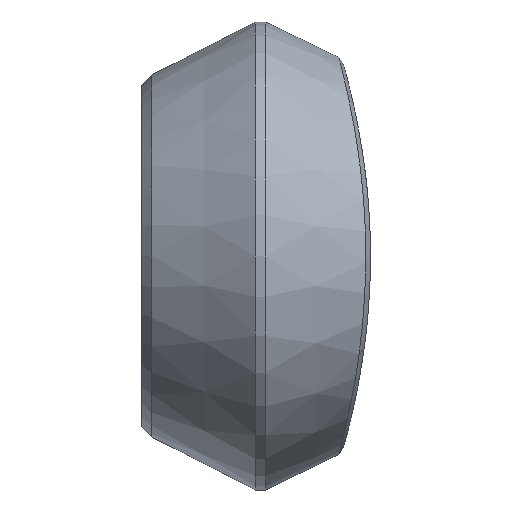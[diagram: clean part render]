
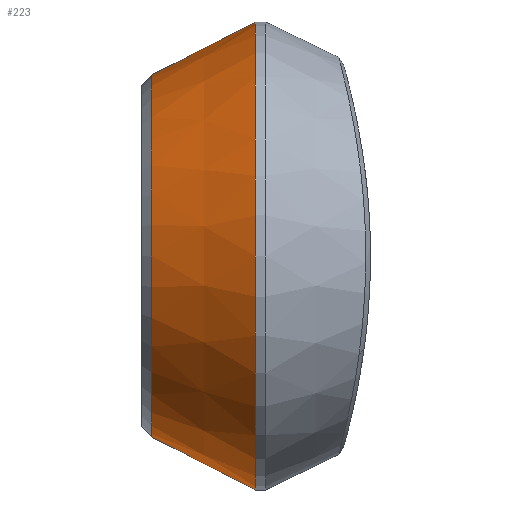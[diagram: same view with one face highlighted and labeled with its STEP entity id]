
A CAD part, left-side view. The second image highlights one B-rep face of the part: STEP entity #223.
In plain terms, the highlighted conical face has half-angle 27.146 degrees and reference radius 34.074 mm.
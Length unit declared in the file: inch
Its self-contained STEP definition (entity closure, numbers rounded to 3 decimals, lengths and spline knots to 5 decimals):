
#24 = AXIS2_PLACEMENT_3D ( 'NONE', #478, #893, #678 ) ;
#81 = ORIENTED_EDGE ( 'NONE', *, *, #415, .F. ) ;
#162 = DIRECTION ( 'NONE',  ( 0., -1., 0. ) ) ;
#167 = VERTEX_POINT ( 'NONE', #1110 ) ;
#182 = CARTESIAN_POINT ( 'NONE',  ( 0., 4.96676, 1.73438 ) ) ;
#219 = CIRCLE ( 'NONE', #1096, 1.3415 ) ;
#223 = ADVANCED_FACE ( 'NONE', ( #347 ), #614, .T. ) ;
#282 = LINE ( 'NONE', #1139, #1034 ) ;
#287 = EDGE_CURVE ( 'NONE', #167, #931, #282, .T. ) ;
#347 = FACE_OUTER_BOUND ( 'NONE', #587, .T. ) ;
#415 = EDGE_CURVE ( 'NONE', #718, #921, #596, .T. ) ;
#478 = CARTESIAN_POINT ( 'NONE',  ( 0., 5.733, 0. ) ) ;
#492 = CARTESIAN_POINT ( 'NONE',  ( 0., 5.733, 1.3415 ) ) ;
#507 = ORIENTED_EDGE ( 'NONE', *, *, #287, .T. ) ;
#587 = EDGE_LOOP ( 'NONE', ( #81, #1129, #507, #1356 ) ) ;
#596 = LINE ( 'NONE', #492, #1012 ) ;
#610 = CARTESIAN_POINT ( 'NONE',  ( 0., 4.96676, -1.73438 ) ) ;
#614 = CONICAL_SURFACE ( 'NONE', #24, 1.3415, 0.474 ) ;
#678 = DIRECTION ( 'NONE',  ( 0., 0., -1. ) ) ;
#704 = DIRECTION ( 'NONE',  ( 0., -0.89, -0.456 ) ) ;
#718 = VERTEX_POINT ( 'NONE', #1097 ) ;
#722 = EDGE_CURVE ( 'NONE', #718, #167, #219, .T. ) ;
#786 = CARTESIAN_POINT ( 'NONE',  ( 0., 4.96676, 0. ) ) ;
#893 = DIRECTION ( 'NONE',  ( 0., -1., 0. ) ) ;
#896 = CARTESIAN_POINT ( 'NONE',  ( 0., 5.733, 0. ) ) ;
#921 = VERTEX_POINT ( 'NONE', #182 ) ;
#931 = VERTEX_POINT ( 'NONE', #610 ) ;
#984 = DIRECTION ( 'NONE',  ( 0., -1., 0. ) ) ;
#1012 = VECTOR ( 'NONE', #1018, 39.37008 ) ;
#1018 = DIRECTION ( 'NONE',  ( 0., -0.89, 0.456 ) ) ;
#1034 = VECTOR ( 'NONE', #704, 39.37008 ) ;
#1096 = AXIS2_PLACEMENT_3D ( 'NONE', #896, #984, #1233 ) ;
#1097 = CARTESIAN_POINT ( 'NONE',  ( 0., 5.733, 1.3415 ) ) ;
#1110 = CARTESIAN_POINT ( 'NONE',  ( 0., 5.733, -1.3415 ) ) ;
#1118 = AXIS2_PLACEMENT_3D ( 'NONE', #786, #162, #1197 ) ;
#1127 = EDGE_CURVE ( 'NONE', #921, #931, #1187, .T. ) ;
#1129 = ORIENTED_EDGE ( 'NONE', *, *, #722, .T. ) ;
#1139 = CARTESIAN_POINT ( 'NONE',  ( 0., 5.733, -1.3415 ) ) ;
#1187 = CIRCLE ( 'NONE', #1118, 1.73438 ) ;
#1197 = DIRECTION ( 'NONE',  ( 0., 0., -1. ) ) ;
#1233 = DIRECTION ( 'NONE',  ( 0., 0., -1. ) ) ;
#1356 = ORIENTED_EDGE ( 'NONE', *, *, #1127, .F. ) ;
